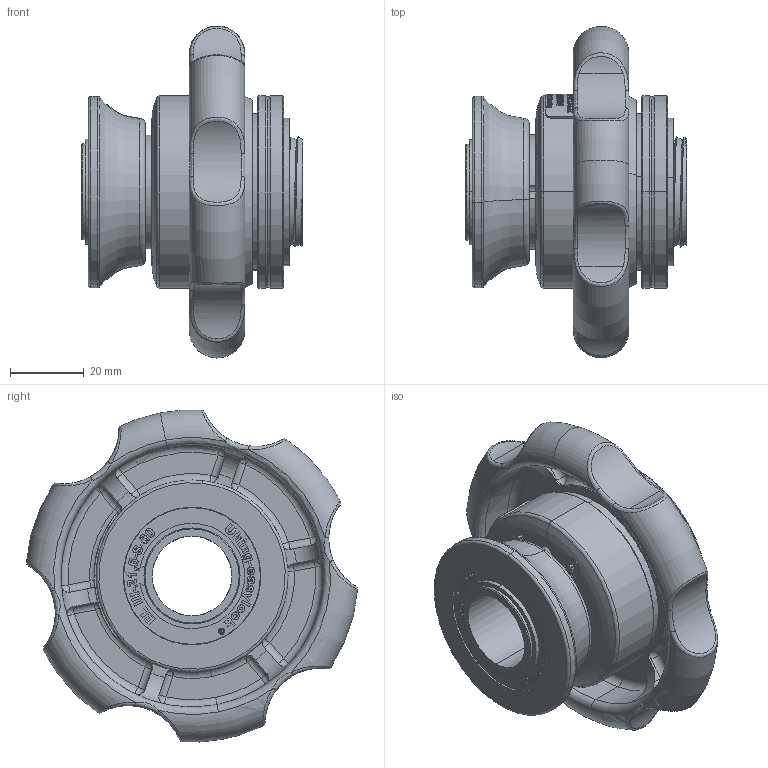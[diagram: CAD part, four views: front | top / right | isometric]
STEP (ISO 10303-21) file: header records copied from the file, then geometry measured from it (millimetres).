
FILE_DESCRIPTION (( 'STEP AP214' ), '1' );
FILE_NAME ('EL III-21,5-S-00.STEP', '2019-11-08T07:34:57', ( '' ), ( '' ), 'SwSTEP 2.0', 'SolidWorks 2019', '' );
FILE_SCHEMA (( 'AUTOMOTIVE_DESIGN' ));
Length unit declared in the file: millimetre
Products named in the file (1): EL III-21,5-S-00
Bounding box: 59.9 x 89.67 x 89.88 mm (x, y, z)
Volume: 87125.7 mm3; surface area: 62184.6 mm2
Topology: 38 solids, 38 shells, 2160 faces, 5613 edges, 3605 vertices
Faces by surface type: bspline 875, plane 742, cylinder 377, cone 83, torus 55, sphere 28
Entity records: 156314 total; most frequent: CARTESIAN_POINT 86445, ORIENTED_EDGE 11002, DIRECTION 6743, EDGE_CURVE 5501, VERTEX_POINT 3593, B_SPLINE_CURVE_WITH_KNOTS 2510, AXIS2_PLACEMENT_3D 2472, EDGE_LOOP 2380
